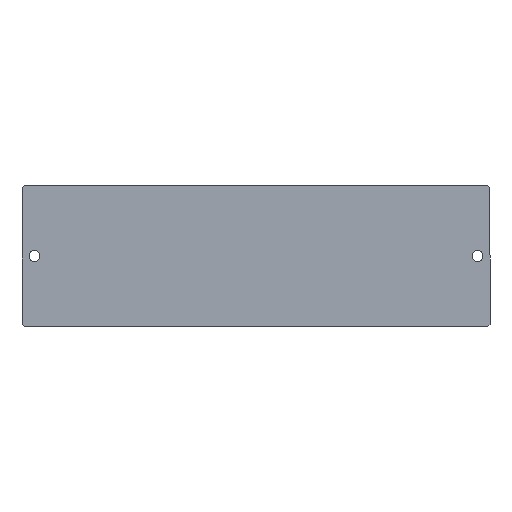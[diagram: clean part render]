
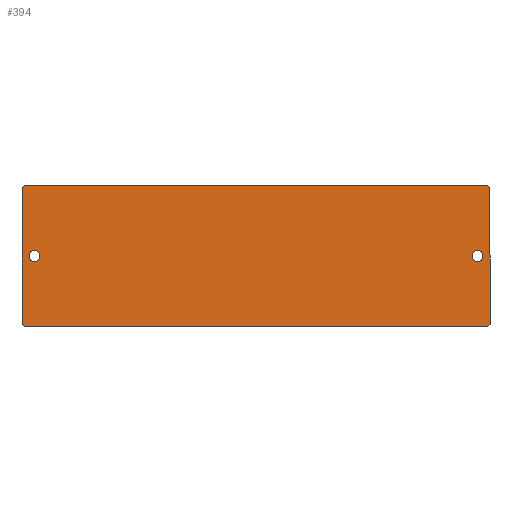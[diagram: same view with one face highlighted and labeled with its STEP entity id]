
A CAD part, top view. The second image highlights one B-rep face of the part: STEP entity #394.
In plain terms, the highlighted planar face has unit normal (0, 0, 1).
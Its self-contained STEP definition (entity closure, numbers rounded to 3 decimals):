
#1 = EDGE_LOOP ( 'NONE', ( #11, #23 ) ) ;
#6 = ORIENTED_EDGE ( 'NONE', *, *, #419, .T. ) ;
#8 = ORIENTED_EDGE ( 'NONE', *, *, #431, .F. ) ;
#11 = ORIENTED_EDGE ( 'NONE', *, *, #427, .F. ) ;
#14 = EDGE_LOOP ( 'NONE', ( #66, #8 ) ) ;
#22 = ORIENTED_EDGE ( 'NONE', *, *, #396, .T. ) ;
#23 = ORIENTED_EDGE ( 'NONE', *, *, #399, .F. ) ;
#28 = EDGE_LOOP ( 'NONE', ( #22, #75, #64, #60, #6, #59, #55, #76 ) ) ;
#33 = CARTESIAN_POINT ( 'NONE',  ( -56., -17., 3. ) ) ;
#55 = ORIENTED_EDGE ( 'NONE', *, *, #409, .T. ) ;
#59 = ORIENTED_EDGE ( 'NONE', *, *, #433, .T. ) ;
#60 = ORIENTED_EDGE ( 'NONE', *, *, #428, .T. ) ;
#64 = ORIENTED_EDGE ( 'NONE', *, *, #404, .T. ) ;
#66 = ORIENTED_EDGE ( 'NONE', *, *, #439, .F. ) ;
#75 = ORIENTED_EDGE ( 'NONE', *, *, #413, .T. ) ;
#76 = ORIENTED_EDGE ( 'NONE', *, *, #411, .T. ) ;
#87 = VERTEX_POINT ( 'NONE', #92 ) ;
#90 = CARTESIAN_POINT ( 'NONE',  ( -54.8, 0., 3. ) ) ;
#92 = CARTESIAN_POINT ( 'NONE',  ( 56.5, 16.5, 3. ) ) ;
#93 = VERTEX_POINT ( 'NONE', #90 ) ;
#96 = VERTEX_POINT ( 'NONE', #33 ) ;
#100 = VERTEX_POINT ( 'NONE', #114 ) ;
#102 = VERTEX_POINT ( 'NONE', #161 ) ;
#103 = VERTEX_POINT ( 'NONE', #163 ) ;
#104 = VERTEX_POINT ( 'NONE', #123 ) ;
#108 = VERTEX_POINT ( 'NONE', #160 ) ;
#113 = VERTEX_POINT ( 'NONE', #151 ) ;
#114 = CARTESIAN_POINT ( 'NONE',  ( 52.2, 0., 3. ) ) ;
#115 = VERTEX_POINT ( 'NONE', #165 ) ;
#118 = VERTEX_POINT ( 'NONE', #162 ) ;
#120 = VERTEX_POINT ( 'NONE', #156 ) ;
#123 = CARTESIAN_POINT ( 'NONE',  ( -56., 17., 3. ) ) ;
#151 = CARTESIAN_POINT ( 'NONE',  ( -56.5, -16.5, 3. ) ) ;
#156 = CARTESIAN_POINT ( 'NONE',  ( 54.8, 0., 3. ) ) ;
#160 = CARTESIAN_POINT ( 'NONE',  ( 56., 17., 3. ) ) ;
#161 = CARTESIAN_POINT ( 'NONE',  ( -56.5, 16.5, 3. ) ) ;
#162 = CARTESIAN_POINT ( 'NONE',  ( 56., -17., 3. ) ) ;
#163 = CARTESIAN_POINT ( 'NONE',  ( 56.5, -16.5, 3. ) ) ;
#165 = CARTESIAN_POINT ( 'NONE',  ( -52.2, 0., 3. ) ) ;
#171 = FACE_BOUND ( 'NONE', #14, .T. ) ;
#217 = PLANE ( 'NONE',  #465 ) ;
#218 = DIRECTION ( 'NONE',  ( 0., 0., 1. ) ) ;
#219 = DIRECTION ( 'NONE',  ( 1., 0., 0. ) ) ;
#220 = DIRECTION ( 'NONE',  ( 0., 1., 0. ) ) ;
#222 = DIRECTION ( 'NONE',  ( 0., 0., 1. ) ) ;
#223 = DIRECTION ( 'NONE',  ( 1., 0., 0. ) ) ;
#229 = FACE_OUTER_BOUND ( 'NONE', #28, .T. ) ;
#234 = LINE ( 'NONE', #260, #495 ) ;
#235 = LINE ( 'NONE', #249, #451 ) ;
#237 = LINE ( 'NONE', #251, #444 ) ;
#239 = FACE_BOUND ( 'NONE', #1, .T. ) ;
#242 = CARTESIAN_POINT ( 'NONE',  ( -56.5, -17., 3. ) ) ;
#244 = CARTESIAN_POINT ( 'NONE',  ( 53.5, 0., 3. ) ) ;
#249 = CARTESIAN_POINT ( 'NONE',  ( 56.5, 17., 3. ) ) ;
#251 = CARTESIAN_POINT ( 'NONE',  ( -56.5, 17., 3. ) ) ;
#256 = LINE ( 'NONE', #267, #512 ) ;
#258 = CARTESIAN_POINT ( 'NONE',  ( 53.5, 0., 3. ) ) ;
#260 = CARTESIAN_POINT ( 'NONE',  ( 16.75, 56.25, 3. ) ) ;
#265 = LINE ( 'NONE', #289, #446 ) ;
#267 = CARTESIAN_POINT ( 'NONE',  ( -56.5, 17., 3. ) ) ;
#268 = DIRECTION ( 'NONE',  ( 0., 0., 1. ) ) ;
#269 = LINE ( 'NONE', #273, #489 ) ;
#270 = DIRECTION ( 'NONE',  ( 1., 0., 0. ) ) ;
#272 = DIRECTION ( 'NONE',  ( 0., -1., 0. ) ) ;
#273 = CARTESIAN_POINT ( 'NONE',  ( -73.25, -0.25, 3. ) ) ;
#276 = LINE ( 'NONE', #280, #447 ) ;
#280 = CARTESIAN_POINT ( 'NONE',  ( -0.25, -73.25, 3. ) ) ;
#282 = DIRECTION ( 'NONE',  ( 0.707, 0.707, 0. ) ) ;
#286 = DIRECTION ( 'NONE',  ( -0.707, 0.707, 0. ) ) ;
#287 = DIRECTION ( 'NONE',  ( -1., 0., 0. ) ) ;
#289 = CARTESIAN_POINT ( 'NONE',  ( -56.5, -17., 3. ) ) ;
#294 = DIRECTION ( 'NONE',  ( 1., 0., 0. ) ) ;
#298 = DIRECTION ( 'NONE',  ( 0., 0., 1. ) ) ;
#301 = CARTESIAN_POINT ( 'NONE',  ( -53.5, 0., 3. ) ) ;
#303 = CARTESIAN_POINT ( 'NONE',  ( -56.25, -16.75, 3. ) ) ;
#309 = DIRECTION ( 'NONE',  ( -0.707, -0.707, 0. ) ) ;
#310 = CARTESIAN_POINT ( 'NONE',  ( -53.5, 0., 3. ) ) ;
#311 = DIRECTION ( 'NONE',  ( 1., 0., 0. ) ) ;
#312 = DIRECTION ( 'NONE',  ( 0.707, -0.707, 0. ) ) ;
#314 = LINE ( 'NONE', #303, #498 ) ;
#331 = DIRECTION ( 'NONE',  ( 0., 0., 1. ) ) ;
#348 = DIRECTION ( 'NONE',  ( 1., 0., 0. ) ) ;
#394 = ADVANCED_FACE ( 'NONE', ( #171, #239, #229 ), #217, .T. ) ;
#396 = EDGE_CURVE ( 'NONE', #103, #87, #235, .T. ) ;
#399 = EDGE_CURVE ( 'NONE', #100, #120, #459, .T. ) ;
#404 = EDGE_CURVE ( 'NONE', #108, #104, #237, .T. ) ;
#409 = EDGE_CURVE ( 'NONE', #96, #118, #265, .T. ) ;
#411 = EDGE_CURVE ( 'NONE', #118, #103, #276, .T. ) ;
#413 = EDGE_CURVE ( 'NONE', #87, #108, #234, .T. ) ;
#419 = EDGE_CURVE ( 'NONE', #102, #113, #256, .T. ) ;
#427 = EDGE_CURVE ( 'NONE', #120, #100, #476, .T. ) ;
#428 = EDGE_CURVE ( 'NONE', #104, #102, #269, .T. ) ;
#431 = EDGE_CURVE ( 'NONE', #93, #115, #496, .T. ) ;
#433 = EDGE_CURVE ( 'NONE', #113, #96, #314, .T. ) ;
#439 = EDGE_CURVE ( 'NONE', #115, #93, #484, .T. ) ;
#444 = VECTOR ( 'NONE', #287, 1000. ) ;
#446 = VECTOR ( 'NONE', #294, 1000. ) ;
#447 = VECTOR ( 'NONE', #282, 1000. ) ;
#451 = VECTOR ( 'NONE', #220, 1000. ) ;
#459 = CIRCLE ( 'NONE', #462, 1.3 ) ;
#462 = AXIS2_PLACEMENT_3D ( 'NONE', #244, #222, #223 ) ;
#465 = AXIS2_PLACEMENT_3D ( 'NONE', #242, #218, #219 ) ;
#476 = CIRCLE ( 'NONE', #492, 1.3 ) ;
#484 = CIRCLE ( 'NONE', #494, 1.3 ) ;
#489 = VECTOR ( 'NONE', #309, 1000. ) ;
#492 = AXIS2_PLACEMENT_3D ( 'NONE', #258, #268, #270 ) ;
#494 = AXIS2_PLACEMENT_3D ( 'NONE', #301, #331, #348 ) ;
#495 = VECTOR ( 'NONE', #286, 1000. ) ;
#496 = CIRCLE ( 'NONE', #502, 1.3 ) ;
#498 = VECTOR ( 'NONE', #312, 1000. ) ;
#502 = AXIS2_PLACEMENT_3D ( 'NONE', #310, #298, #311 ) ;
#512 = VECTOR ( 'NONE', #272, 1000. ) ;
